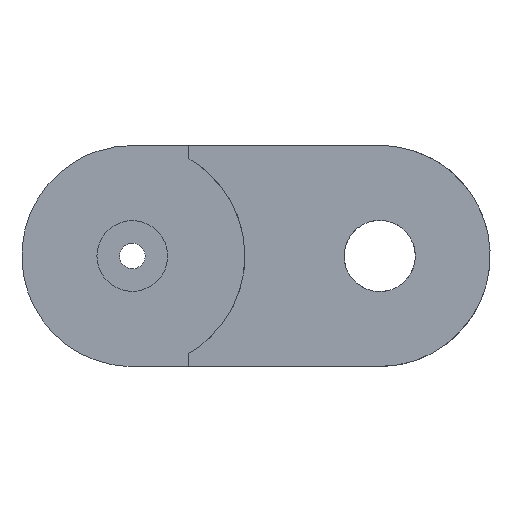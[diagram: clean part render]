
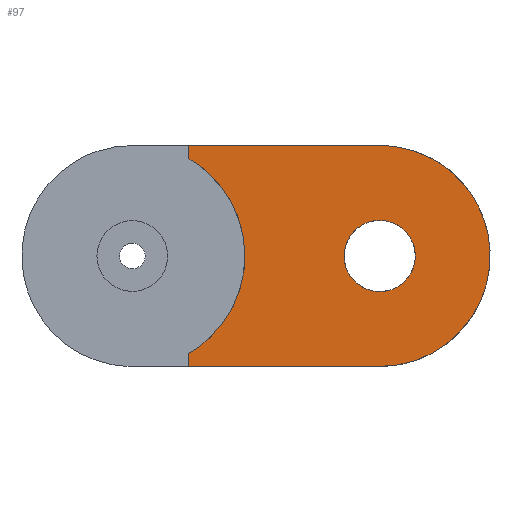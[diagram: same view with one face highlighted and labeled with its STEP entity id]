
A CAD part, front view. The second image highlights one B-rep face of the part: STEP entity #97.
In plain terms, the highlighted planar face has unit normal (0, -1, 0).
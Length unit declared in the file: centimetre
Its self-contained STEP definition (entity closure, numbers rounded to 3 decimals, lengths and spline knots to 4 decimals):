
#62=FACE_BOUND('',#341,.T.);
#97=ADVANCED_FACE('',(#216,#62),#1944,.T.);
#216=FACE_OUTER_BOUND('',#340,.T.);
#340=EDGE_LOOP('',(#559,#560,#561,#562,#563,#564));
#341=EDGE_LOOP('',(#565,#566));
#559=ORIENTED_EDGE('',*,*,#1147,.T.);
#560=ORIENTED_EDGE('',*,*,#1146,.T.);
#561=ORIENTED_EDGE('',*,*,#1148,.T.);
#562=ORIENTED_EDGE('',*,*,#1149,.T.);
#563=ORIENTED_EDGE('',*,*,#1116,.T.);
#564=ORIENTED_EDGE('',*,*,#1118,.T.);
#565=ORIENTED_EDGE('',*,*,#1151,.T.);
#566=ORIENTED_EDGE('',*,*,#1173,.T.);
#1116=EDGE_CURVE('',#1720,#1721,#1389,.T.);
#1118=EDGE_CURVE('',#1721,#1740,#1391,.T.);
#1146=EDGE_CURVE('',#1742,#1743,#1406,.T.);
#1147=EDGE_CURVE('',#1740,#1742,#1523,.T.);
#1148=EDGE_CURVE('',#1743,#1737,#1524,.T.);
#1149=EDGE_CURVE('',#1737,#1720,#1407,.T.);
#1151=EDGE_CURVE('',#1744,#1759,#1408,.T.);
#1173=EDGE_CURVE('',#1759,#1744,#1415,.T.);
#1389=(
BOUNDED_CURVE()
B_SPLINE_CURVE(2,(#2532,#2533,#2534,#2535,#2536,#2537,#2538),
 .UNSPECIFIED.,.F.,.F.)
B_SPLINE_CURVE_WITH_KNOTS((3,2,2,3),(0.8718,2.3987,
6.3257,8.7258),.UNSPECIFIED.)
CURVE()
GEOMETRIC_REPRESENTATION_ITEM()
RATIONAL_B_SPLINE_CURVE((1.,0.958,1.007,0.712,
1.007,0.888,1.))
REPRESENTATION_ITEM('')
);
#1391=(
BOUNDED_CURVE()
B_SPLINE_CURVE(2,(#2541,#2542,#2543),.UNSPECIFIED.,.F.,.F.)
B_SPLINE_CURVE_WITH_KNOTS((3,3),(8.7258,13.0422),
 .UNSPECIFIED.)
CURVE()
GEOMETRIC_REPRESENTATION_ITEM()
RATIONAL_B_SPLINE_CURVE((1.,1.,1.))
REPRESENTATION_ITEM('')
);
#1406=(
BOUNDED_CURVE()
B_SPLINE_CURVE(2,(#2622,#2623,#2624,#2625,#2626),.UNSPECIFIED.,.F.,.F.)
B_SPLINE_CURVE_WITH_KNOTS((3,2,3),(-17.2633,-14.6029,
-11.9424),.UNSPECIFIED.)
CURVE()
GEOMETRIC_REPRESENTATION_ITEM()
RATIONAL_B_SPLINE_CURVE((1.,0.867,1.,0.867,1.))
REPRESENTATION_ITEM('')
);
#1407=(
BOUNDED_CURVE()
B_SPLINE_CURVE(2,(#2631,#2632,#2633),.UNSPECIFIED.,.F.,.F.)
B_SPLINE_CURVE_WITH_KNOTS((3,3),(-3.4447,0.8718),
 .UNSPECIFIED.)
CURVE()
GEOMETRIC_REPRESENTATION_ITEM()
RATIONAL_B_SPLINE_CURVE((1.,1.,1.))
REPRESENTATION_ITEM('')
);
#1408=(
BOUNDED_CURVE()
B_SPLINE_CURVE(2,(#2636,#2637,#2638,#2639,#2640),.UNSPECIFIED.,.F.,.F.)
B_SPLINE_CURVE_WITH_KNOTS((3,2,3),(-5.058,-3.7935,
-2.529),.UNSPECIFIED.)
CURVE()
GEOMETRIC_REPRESENTATION_ITEM()
RATIONAL_B_SPLINE_CURVE((1.,0.707,1.,0.707,1.))
REPRESENTATION_ITEM('')
);
#1415=(
BOUNDED_CURVE()
B_SPLINE_CURVE(2,(#2698,#2699,#2700,#2701,#2702),.UNSPECIFIED.,.F.,.F.)
B_SPLINE_CURVE_WITH_KNOTS((3,2,3),(-2.529,-1.2645,
0.),.UNSPECIFIED.)
CURVE()
GEOMETRIC_REPRESENTATION_ITEM()
RATIONAL_B_SPLINE_CURVE((1.,0.707,1.,0.707,1.))
REPRESENTATION_ITEM('')
);
#1523=B_SPLINE_CURVE_WITH_KNOTS('',1,(#2627,#2628),.UNSPECIFIED.,.F.,.F.,
(2,2),(-0.3575,-0.0609),.UNSPECIFIED.);
#1524=B_SPLINE_CURVE_WITH_KNOTS('',1,(#2629,#2630),.UNSPECIFIED.,.F.,.F.,
(2,2),(4.3459,4.6425),.UNSPECIFIED.);
#1720=VERTEX_POINT('',#2404);
#1721=VERTEX_POINT('',#2405);
#1737=VERTEX_POINT('',#2421);
#1740=VERTEX_POINT('',#2424);
#1742=VERTEX_POINT('',#2426);
#1743=VERTEX_POINT('',#2427);
#1744=VERTEX_POINT('',#2428);
#1759=VERTEX_POINT('',#2443);
#1944=PLANE('',#2055);
#2055=AXIS2_PLACEMENT_3D('',#2255,#2149,$);
#2149=DIRECTION('',(0.,-1.,0.));
#2255=CARTESIAN_POINT('',(6.8047,-5.7789,5.4481));
#2404=CARTESIAN_POINT('',(2.9797,-5.7789,-0.1769));
#2405=CARTESIAN_POINT('',(2.9797,-5.7789,4.8231));
#2421=CARTESIAN_POINT('',(-1.3368,-5.7789,-0.1769));
#2424=CARTESIAN_POINT('',(-1.3368,-5.7789,4.8231));
#2426=CARTESIAN_POINT('',(-1.3368,-5.7789,4.5265));
#2427=CARTESIAN_POINT('',(-1.3368,-5.7789,0.1197));
#2428=CARTESIAN_POINT('',(2.1837,-5.7789,2.4434));
#2443=CARTESIAN_POINT('',(3.7756,-5.7789,2.2028));
#2532=CARTESIAN_POINT('',(2.9797,-5.7789,-0.1769));
#2533=CARTESIAN_POINT('',(3.7554,-5.7789,-0.1769));
#2534=CARTESIAN_POINT('',(4.3948,-5.7789,0.2622));
#2535=CARTESIAN_POINT('',(6.4557,-5.7789,1.6774));
#2536=CARTESIAN_POINT('',(5.0405,-5.7789,3.7383));
#2537=CARTESIAN_POINT('',(4.2956,-5.7789,4.8231));
#2538=CARTESIAN_POINT('',(2.9797,-5.7789,4.8231));
#2541=CARTESIAN_POINT('',(2.9797,-5.7789,4.8231));
#2542=CARTESIAN_POINT('',(0.8214,-5.7789,4.8231));
#2543=CARTESIAN_POINT('',(-1.3368,-5.7789,4.8231));
#2622=CARTESIAN_POINT('',(-1.3368,-5.7789,4.5265));
#2623=CARTESIAN_POINT('',(-0.0703,-5.7789,3.7888));
#2624=CARTESIAN_POINT('',(-0.0703,-5.7789,2.3231));
#2625=CARTESIAN_POINT('',(-0.0703,-5.7789,0.8574));
#2626=CARTESIAN_POINT('',(-1.3368,-5.7789,0.1197));
#2627=CARTESIAN_POINT('',(-1.3368,-5.7789,4.8231));
#2628=CARTESIAN_POINT('',(-1.3368,-5.7789,4.5265));
#2629=CARTESIAN_POINT('',(-1.3368,-5.7789,0.1197));
#2630=CARTESIAN_POINT('',(-1.3368,-5.7789,-0.1769));
#2631=CARTESIAN_POINT('',(-1.3368,-5.7789,-0.1769));
#2632=CARTESIAN_POINT('',(0.8214,-5.7789,-0.1769));
#2633=CARTESIAN_POINT('',(2.9797,-5.7789,-0.1769));
#2636=CARTESIAN_POINT('',(2.1837,-5.7789,2.4434));
#2637=CARTESIAN_POINT('',(2.304,-5.7789,3.2393));
#2638=CARTESIAN_POINT('',(3.0999,-5.7789,3.1191));
#2639=CARTESIAN_POINT('',(3.8959,-5.7789,2.9988));
#2640=CARTESIAN_POINT('',(3.7756,-5.7789,2.2028));
#2698=CARTESIAN_POINT('',(3.7756,-5.7789,2.2028));
#2699=CARTESIAN_POINT('',(3.6553,-5.7789,1.4069));
#2700=CARTESIAN_POINT('',(2.8594,-5.7789,1.5271));
#2701=CARTESIAN_POINT('',(2.0634,-5.7789,1.6474));
#2702=CARTESIAN_POINT('',(2.1837,-5.7789,2.4434));
